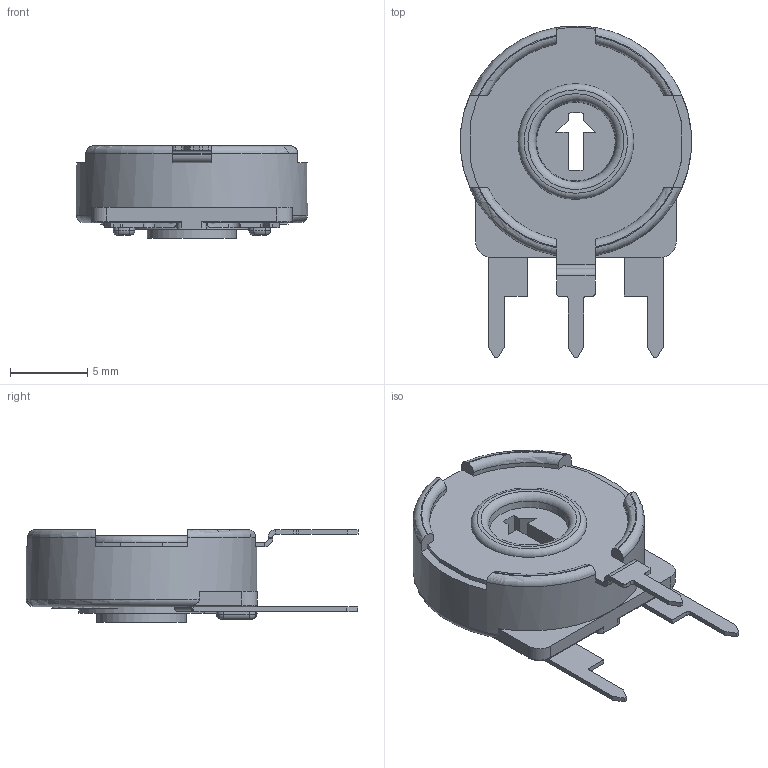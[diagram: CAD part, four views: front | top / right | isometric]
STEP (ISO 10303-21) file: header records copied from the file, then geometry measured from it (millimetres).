
FILE_DESCRIPTION (( 'STEP AP203' ), '1' );
FILE_NAME ('PT15LH05.STEP', '2018-08-28T12:49:47', ( '' ), ( '' ), 'SwSTEP 2.0', 'SolidWorks 2016', '' );
FILE_SCHEMA (( 'CONFIG_CONTROL_DESIGN' ));
Length unit declared in the file: millimetre
Products named in the file (6): PT15LH05; PT15LH05-CARCASA; PT15LH05-PORTACURSOR; PT15LH05-COLECTOR_PREDETERMINADA; PT15LH05-TERMINAL DERECHO; PT15LH05-TERMINAL IZQUIERDO
Assembly tree (5 placements, depth 2):
  PT15LH05
    PT15LH05-CARCASA
    PT15LH05-PORTACURSOR
    PT15LH05-COLECTOR_PREDETERMINADA
    PT15LH05-TERMINAL DERECHO
    PT15LH05-TERMINAL IZQUIERDO
Bounding box: 14.98 x 21.51 x 6 mm (x, y, z)
Volume: 432.9 mm3; surface area: 1459.7 mm2
Topology: 5 solids, 5 shells, 395 faces, 1061 edges, 697 vertices
Faces by surface type: plane 223, cylinder 108, bspline 36, torus 27, cone 1
Full cylindrical faces by diameter (mm): 3.8 x1, 5.8 x1, 5.95 x1, 6.8 x1, 7 x1, 7.8 x1, 13.408 x1, 15 x1
Entity records: 14621 total; most frequent: CARTESIAN_POINT 4225, ORIENTED_EDGE 2088, DIRECTION 1918, EDGE_CURVE 1044, VERTEX_POINT 693, LINE 692, VECTOR 692, AXIS2_PLACEMENT_3D 613
